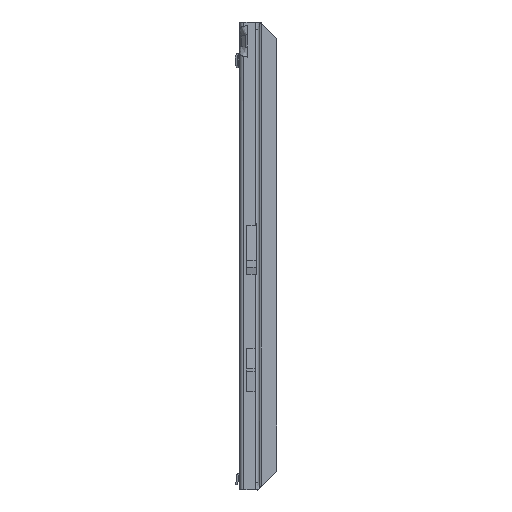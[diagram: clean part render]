
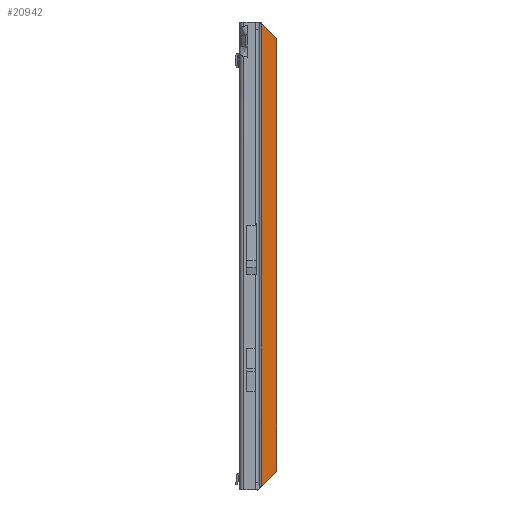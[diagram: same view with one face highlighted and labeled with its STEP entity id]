
A CAD part, front view. The second image highlights one B-rep face of the part: STEP entity #20942.
In plain terms, the highlighted planar face has unit normal (0, -1, 0).
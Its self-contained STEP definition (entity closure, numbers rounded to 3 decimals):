
#1112 = VECTOR ( 'NONE', #11005, 1000. ) ;
#2655 = LINE ( 'NONE', #4837, #1112 ) ;
#3258 = ORIENTED_EDGE ( 'NONE', *, *, #18894, .T. ) ;
#4617 = CARTESIAN_POINT ( 'NONE',  ( 0.5, 0.9, -1.2 ) ) ;
#4725 = CARTESIAN_POINT ( 'NONE',  ( 13.5, 0.9, -398. ) ) ;
#4837 = CARTESIAN_POINT ( 'NONE',  ( 198.65, 0.9, -198.65 ) ) ;
#4965 = VECTOR ( 'NONE', #15717, 1000. ) ;
#5405 = CARTESIAN_POINT ( 'NONE',  ( -0.35, 0.9, -0.35 ) ) ;
#6373 = DIRECTION ( 'NONE',  ( 0., 0., -1. ) ) ;
#6590 = FACE_OUTER_BOUND ( 'NONE', #22973, .T. ) ;
#8115 = EDGE_CURVE ( 'NONE', #22799, #11188, #18195, .T. ) ;
#9060 = ORIENTED_EDGE ( 'NONE', *, *, #8115, .T. ) ;
#9505 = EDGE_CURVE ( 'NONE', #26763, #26993, #2655, .T. ) ;
#9987 = CARTESIAN_POINT ( 'NONE',  ( 13.5, 0.9, -14.2 ) ) ;
#11005 = DIRECTION ( 'NONE',  ( 0.707, 0., 0.707 ) ) ;
#11188 = VERTEX_POINT ( 'NONE', #4617 ) ;
#11454 = CARTESIAN_POINT ( 'NONE',  ( 0.5, 0.9, -396.8 ) ) ;
#13445 = VECTOR ( 'NONE', #6373, 1000. ) ;
#13607 = EDGE_CURVE ( 'NONE', #22799, #26993, #15305, .T. ) ;
#14845 = CARTESIAN_POINT ( 'NONE',  ( 0., 0.9, 0. ) ) ;
#15100 = LINE ( 'NONE', #19345, #16641 ) ;
#15305 = LINE ( 'NONE', #4725, #13445 ) ;
#15717 = DIRECTION ( 'NONE',  ( -0.707, 0., 0.707 ) ) ;
#16641 = VECTOR ( 'NONE', #17154, 1000. ) ;
#16897 = DIRECTION ( 'NONE',  ( 1., 0., 0. ) ) ;
#17031 = PLANE ( 'NONE',  #26399 ) ;
#17154 = DIRECTION ( 'NONE',  ( 0., 0., -1. ) ) ;
#18195 = LINE ( 'NONE', #5405, #4965 ) ;
#18840 = DIRECTION ( 'NONE',  ( 0., -1., 0. ) ) ;
#18894 = EDGE_CURVE ( 'NONE', #11188, #26763, #15100, .T. ) ;
#19345 = CARTESIAN_POINT ( 'NONE',  ( 0.5, 0.9, 0. ) ) ;
#20942 = ADVANCED_FACE ( 'NONE', ( #6590 ), #17031, .T. ) ;
#22799 = VERTEX_POINT ( 'NONE', #9987 ) ;
#22973 = EDGE_LOOP ( 'NONE', ( #3258, #23555, #24802, #9060 ) ) ;
#23555 = ORIENTED_EDGE ( 'NONE', *, *, #9505, .T. ) ;
#24006 = CARTESIAN_POINT ( 'NONE',  ( 13.5, 0.9, -383.8 ) ) ;
#24802 = ORIENTED_EDGE ( 'NONE', *, *, #13607, .F. ) ;
#26399 = AXIS2_PLACEMENT_3D ( 'NONE', #14845, #18840, #16897 ) ;
#26763 = VERTEX_POINT ( 'NONE', #11454 ) ;
#26993 = VERTEX_POINT ( 'NONE', #24006 ) ;
